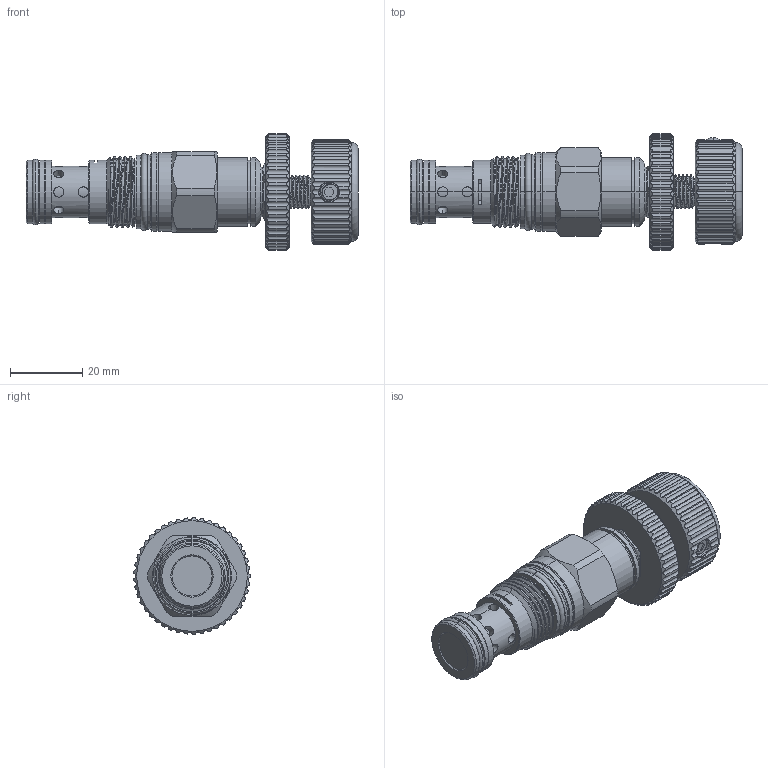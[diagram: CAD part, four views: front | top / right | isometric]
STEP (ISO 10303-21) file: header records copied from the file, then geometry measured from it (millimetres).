
FILE_DESCRIPTION (( 'STEP AP203' ), '1' );
FILE_NAME ('FR13A2C-K.STEP', '2021-07-01T02:01:48', ( '' ), ( '' ), 'SwSTEP 2.0', 'SolidWorks 2018', '' );
FILE_SCHEMA (( 'CONFIG_CONTROL_DESIGN' ));
Length unit declared in the file: millimetre
Products named in the file (1): FR13A2C-K
Bounding box: 91.84 x 32.18 x 32.2 mm (x, y, z)
Volume: 32084 mm3; surface area: 11256 mm2
Topology: 2 solids, 2 shells, 531 faces, 1428 edges, 938 vertices
Faces by surface type: cylinder 357, plane 112, cone 35, bspline 13, torus 12, sphere 2
Entity records: 27393 total; most frequent: CARTESIAN_POINT 14681, ORIENTED_EDGE 2856, DIRECTION 2374, EDGE_CURVE 1428, VERTEX_POINT 938, AXIS2_PLACEMENT_3D 888, LINE 598, VECTOR 598
